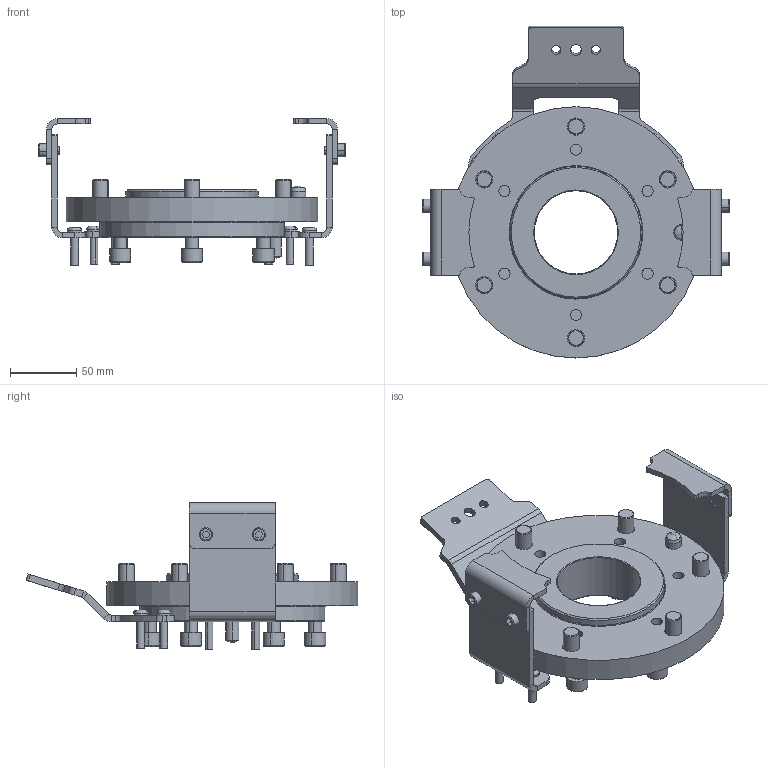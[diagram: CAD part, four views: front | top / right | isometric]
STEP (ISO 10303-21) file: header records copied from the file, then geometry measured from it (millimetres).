
FILE_DESCRIPTION (( 'STEP AP203' ), '1' );
FILE_NAME ('P5408.STEP', '2020-03-06T10:37:18', ( '' ), ( '' ), 'SwSTEP 2.0', 'SolidWorks 2019', '' );
FILE_SCHEMA (( 'CONFIG_CONTROL_DESIGN' ));
Length unit declared in the file: millimetre
Products named in the file (1): P5408
Bounding box: 232 x 251.02 x 111.05 mm (x, y, z)
Volume: 767685.5 mm3; surface area: 179647.2 mm2
Topology: 32 solids, 32 shells, 665 faces, 1484 edges, 923 vertices
Faces by surface type: plane 275, cylinder 260, torus 72, cone 52, sphere 6
Entity records: 18619 total; most frequent: DIRECTION 3538, CARTESIAN_POINT 3069, ORIENTED_EDGE 2960, EDGE_CURVE 1480, AXIS2_PLACEMENT_3D 1392, VERTEX_POINT 923, EDGE_LOOP 775, LINE 754
